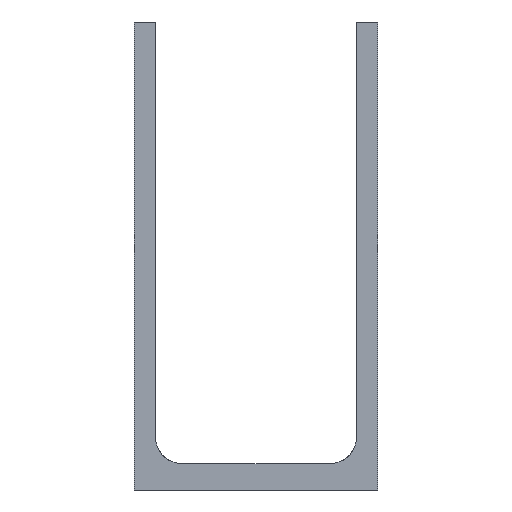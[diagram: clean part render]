
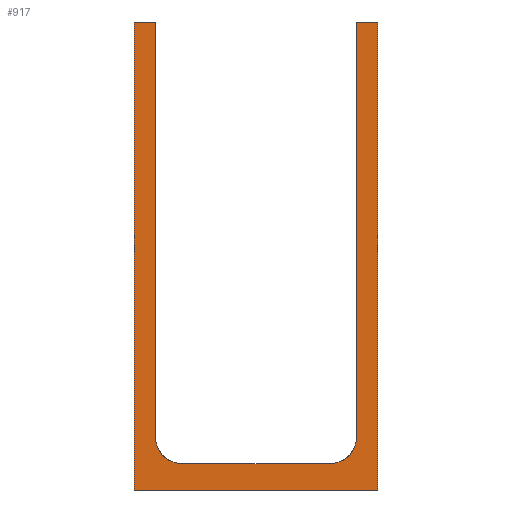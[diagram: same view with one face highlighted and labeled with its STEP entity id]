
A CAD part, left-side view. The second image highlights one B-rep face of the part: STEP entity #917.
In plain terms, the highlighted planar face has unit normal (-1, 0, 0).
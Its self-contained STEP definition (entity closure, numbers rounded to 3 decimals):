
#16 = ORIENTED_EDGE ( 'NONE', *, *, #20, .F. ) ;
#18 = CARTESIAN_POINT ( 'NONE',  ( -23., -14., 10. ) ) ;
#20 = EDGE_CURVE ( 'NONE', #941, #125, #612, .T. ) ;
#26 = ORIENTED_EDGE ( 'NONE', *, *, #693, .T. ) ;
#30 = LINE ( 'NONE', #745, #774 ) ;
#42 = LINE ( 'NONE', #757, #228 ) ;
#43 = CARTESIAN_POINT ( 'NONE',  ( -23., -23., 5. ) ) ;
#52 = EDGE_CURVE ( 'NONE', #808, #385, #1107, .T. ) ;
#59 = VERTEX_POINT ( 'NONE', #934 ) ;
#66 = EDGE_CURVE ( 'NONE', #235, #59, #645, .T. ) ;
#85 = CARTESIAN_POINT ( 'NONE',  ( -23., -19., 88.5 ) ) ;
#125 = VERTEX_POINT ( 'NONE', #217 ) ;
#148 = VECTOR ( 'NONE', #805, 1000. ) ;
#158 = EDGE_CURVE ( 'NONE', #1152, #808, #30, .T. ) ;
#217 = CARTESIAN_POINT ( 'NONE',  ( -23., -23., 88.5 ) ) ;
#223 = DIRECTION ( 'NONE',  ( 1., 0., 0. ) ) ;
#224 = VECTOR ( 'NONE', #671, 1000. ) ;
#228 = VECTOR ( 'NONE', #742, 1000. ) ;
#235 = VERTEX_POINT ( 'NONE', #677 ) ;
#237 = VERTEX_POINT ( 'NONE', #1029 ) ;
#284 = VECTOR ( 'NONE', #575, 1000. ) ;
#299 = DIRECTION ( 'NONE',  ( 0., 0., -1. ) ) ;
#300 = DIRECTION ( 'NONE',  ( 0., 0., -1. ) ) ;
#307 = DIRECTION ( 'NONE',  ( 0., -1., 0. ) ) ;
#317 = CARTESIAN_POINT ( 'NONE',  ( -23., -14., 5. ) ) ;
#347 = CARTESIAN_POINT ( 'NONE',  ( -23., -23., 0. ) ) ;
#349 = DIRECTION ( 'NONE',  ( 0., 0., -1. ) ) ;
#372 = LINE ( 'NONE', #43, #284 ) ;
#385 = VERTEX_POINT ( 'NONE', #347 ) ;
#398 = DIRECTION ( 'NONE',  ( 0., 0., -1. ) ) ;
#417 = EDGE_CURVE ( 'NONE', #235, #432, #372, .T. ) ;
#432 = VERTEX_POINT ( 'NONE', #317 ) ;
#433 = FACE_OUTER_BOUND ( 'NONE', #548, .T. ) ;
#441 = DIRECTION ( 'NONE',  ( 0., 0., -1. ) ) ;
#464 = VECTOR ( 'NONE', #812, 1000. ) ;
#509 = EDGE_CURVE ( 'NONE', #125, #385, #784, .T. ) ;
#525 = ORIENTED_EDGE ( 'NONE', *, *, #618, .T. ) ;
#537 = DIRECTION ( 'NONE',  ( 1., 0., 0. ) ) ;
#548 = EDGE_LOOP ( 'NONE', ( #666, #1039, #16, #525, #26, #860, #689, #996, #1125, #596 ) ) ;
#564 = CARTESIAN_POINT ( 'NONE',  ( -23., 23., 88.5 ) ) ;
#575 = DIRECTION ( 'NONE',  ( 0., -1., 0. ) ) ;
#583 = AXIS2_PLACEMENT_3D ( 'NONE', #18, #537, #300 ) ;
#596 = ORIENTED_EDGE ( 'NONE', *, *, #158, .T. ) ;
#612 = LINE ( 'NONE', #978, #148 ) ;
#618 = EDGE_CURVE ( 'NONE', #941, #1165, #724, .T. ) ;
#643 = CIRCLE ( 'NONE', #583, 5. ) ;
#644 = CARTESIAN_POINT ( 'NONE',  ( -23., -19., 88.5 ) ) ;
#645 = CIRCLE ( 'NONE', #1098, 5. ) ;
#649 = CARTESIAN_POINT ( 'NONE',  ( -23., -23., 0. ) ) ;
#659 = LINE ( 'NONE', #564, #224 ) ;
#660 = VECTOR ( 'NONE', #441, 1000. ) ;
#666 = ORIENTED_EDGE ( 'NONE', *, *, #52, .T. ) ;
#671 = DIRECTION ( 'NONE',  ( 0., -1., 0. ) ) ;
#677 = CARTESIAN_POINT ( 'NONE',  ( -23., 14., 5. ) ) ;
#689 = ORIENTED_EDGE ( 'NONE', *, *, #66, .T. ) ;
#693 = EDGE_CURVE ( 'NONE', #1165, #432, #643, .T. ) ;
#724 = LINE ( 'NONE', #644, #464 ) ;
#742 = DIRECTION ( 'NONE',  ( 0., 0., -1. ) ) ;
#745 = CARTESIAN_POINT ( 'NONE',  ( -23., 23., 5. ) ) ;
#757 = CARTESIAN_POINT ( 'NONE',  ( -23., 19., 88.5 ) ) ;
#765 = EDGE_CURVE ( 'NONE', #1152, #237, #659, .T. ) ;
#770 = PLANE ( 'NONE',  #1106 ) ;
#774 = VECTOR ( 'NONE', #398, 1000. ) ;
#784 = LINE ( 'NONE', #1127, #660 ) ;
#788 = DIRECTION ( 'NONE',  ( 1., 0., 0. ) ) ;
#805 = DIRECTION ( 'NONE',  ( 0., -1., 0. ) ) ;
#808 = VERTEX_POINT ( 'NONE', #1109 ) ;
#812 = DIRECTION ( 'NONE',  ( 0., 0., -1. ) ) ;
#860 = ORIENTED_EDGE ( 'NONE', *, *, #417, .F. ) ;
#917 = ADVANCED_FACE ( 'NONE', ( #433 ), #770, .F. ) ;
#928 = CARTESIAN_POINT ( 'NONE',  ( -23., -19., 10. ) ) ;
#934 = CARTESIAN_POINT ( 'NONE',  ( -23., 19., 10. ) ) ;
#941 = VERTEX_POINT ( 'NONE', #85 ) ;
#945 = CARTESIAN_POINT ( 'NONE',  ( -23., -23., 5. ) ) ;
#948 = VECTOR ( 'NONE', #307, 1000. ) ;
#978 = CARTESIAN_POINT ( 'NONE',  ( -23., -23., 88.5 ) ) ;
#996 = ORIENTED_EDGE ( 'NONE', *, *, #1058, .F. ) ;
#1020 = CARTESIAN_POINT ( 'NONE',  ( -23., 14., 10. ) ) ;
#1029 = CARTESIAN_POINT ( 'NONE',  ( -23., 19., 88.5 ) ) ;
#1039 = ORIENTED_EDGE ( 'NONE', *, *, #509, .F. ) ;
#1058 = EDGE_CURVE ( 'NONE', #237, #59, #42, .T. ) ;
#1098 = AXIS2_PLACEMENT_3D ( 'NONE', #1020, #223, #299 ) ;
#1102 = CARTESIAN_POINT ( 'NONE',  ( -23., 23., 88.5 ) ) ;
#1106 = AXIS2_PLACEMENT_3D ( 'NONE', #945, #788, #349 ) ;
#1107 = LINE ( 'NONE', #649, #948 ) ;
#1109 = CARTESIAN_POINT ( 'NONE',  ( -23., 23., 0. ) ) ;
#1125 = ORIENTED_EDGE ( 'NONE', *, *, #765, .F. ) ;
#1127 = CARTESIAN_POINT ( 'NONE',  ( -23., -23., 5. ) ) ;
#1152 = VERTEX_POINT ( 'NONE', #1102 ) ;
#1165 = VERTEX_POINT ( 'NONE', #928 ) ;
